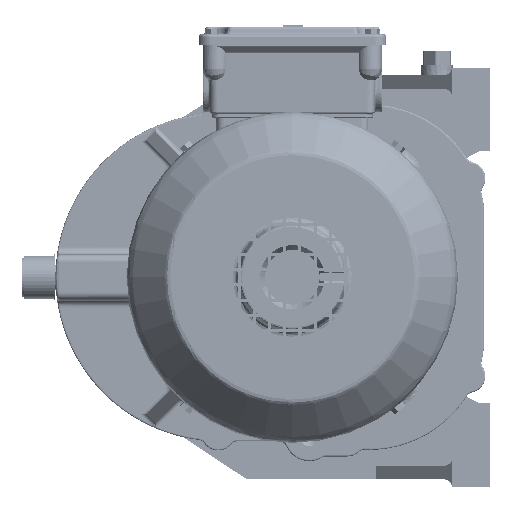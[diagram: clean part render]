
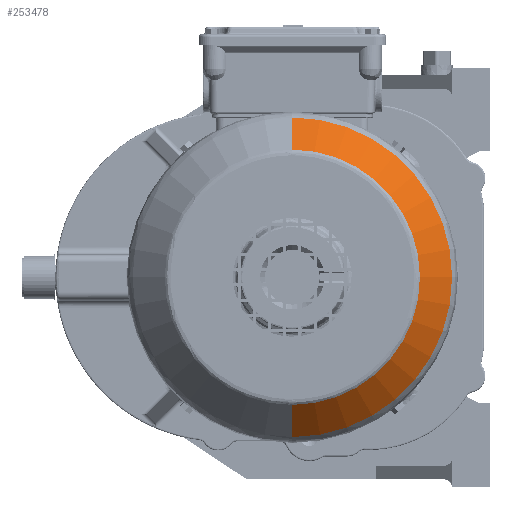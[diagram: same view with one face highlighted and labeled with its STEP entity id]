
A CAD part, left-side view. The second image highlights one B-rep face of the part: STEP entity #253478.
In plain terms, the highlighted conical face has half-angle 42 degrees and reference radius 105.147 mm.
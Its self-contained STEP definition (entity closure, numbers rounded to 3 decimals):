
#7478 = CARTESIAN_POINT ( 'NONE',  ( -298.348, -41.911, -105.147 ) ) ;
#19322 = CARTESIAN_POINT ( 'NONE',  ( -321.846, -41.911, 0. ) ) ;
#32199 = AXIS2_PLACEMENT_3D ( 'NONE', #19322, #303975, #123287 ) ;
#39322 = EDGE_CURVE ( 'NONE', #209243, #52644, #241063, .T. ) ;
#52644 = VERTEX_POINT ( 'NONE', #73393 ) ;
#67953 = DIRECTION ( 'NONE',  ( 1., 0., 0. ) ) ;
#69490 = VERTEX_POINT ( 'NONE', #155701 ) ;
#73393 = CARTESIAN_POINT ( 'NONE',  ( -298.348, -41.911, -105.147 ) ) ;
#78109 = ORIENTED_EDGE ( 'NONE', *, *, #216199, .T. ) ;
#93715 = VERTEX_POINT ( 'NONE', #329988 ) ;
#104807 = LINE ( 'NONE', #314405, #179412 ) ;
#104892 = AXIS2_PLACEMENT_3D ( 'NONE', #200871, #67953, #299790 ) ;
#123287 = DIRECTION ( 'NONE',  ( 0., 0., -1. ) ) ;
#126961 = FACE_OUTER_BOUND ( 'NONE', #159221, .T. ) ;
#128638 = CARTESIAN_POINT ( 'NONE',  ( -298.348, -41.911, 0. ) ) ;
#129131 = VECTOR ( 'NONE', #247765, 1000. ) ;
#132041 = DIRECTION ( 'NONE',  ( 0., 0., -1. ) ) ;
#155701 = CARTESIAN_POINT ( 'NONE',  ( -321.846, -41.911, 83.99 ) ) ;
#157522 = CIRCLE ( 'NONE', #32199, 83.99 ) ;
#159221 = EDGE_LOOP ( 'NONE', ( #318771, #78109, #242619, #172980 ) ) ;
#172980 = ORIENTED_EDGE ( 'NONE', *, *, #253972, .F. ) ;
#178138 = DIRECTION ( 'NONE',  ( 0.743, 0., 0.669 ) ) ;
#179412 = VECTOR ( 'NONE', #178138, 1000. ) ;
#184730 = EDGE_CURVE ( 'NONE', #69490, #93715, #104807, .T. ) ;
#200871 = CARTESIAN_POINT ( 'NONE',  ( -298.348, -41.911, 0. ) ) ;
#209243 = VERTEX_POINT ( 'NONE', #294202 ) ;
#216199 = EDGE_CURVE ( 'NONE', #69490, #209243, #157522, .T. ) ;
#224611 = CIRCLE ( 'NONE', #104892, 105.147 ) ;
#241063 = LINE ( 'NONE', #7478, #129131 ) ;
#242619 = ORIENTED_EDGE ( 'NONE', *, *, #39322, .T. ) ;
#246076 = AXIS2_PLACEMENT_3D ( 'NONE', #128638, #316093, #132041 ) ;
#247765 = DIRECTION ( 'NONE',  ( 0.743, 0., -0.669 ) ) ;
#253478 = ADVANCED_FACE ( 'NONE', ( #126961 ), #322179, .T. ) ;
#253972 = EDGE_CURVE ( 'NONE', #93715, #52644, #224611, .T. ) ;
#294202 = CARTESIAN_POINT ( 'NONE',  ( -321.846, -41.911, -83.99 ) ) ;
#299790 = DIRECTION ( 'NONE',  ( 0., 0., -1. ) ) ;
#303975 = DIRECTION ( 'NONE',  ( 1., 0., 0. ) ) ;
#314405 = CARTESIAN_POINT ( 'NONE',  ( -298.348, -41.911, 105.147 ) ) ;
#316093 = DIRECTION ( 'NONE',  ( 1., 0., 0. ) ) ;
#318771 = ORIENTED_EDGE ( 'NONE', *, *, #184730, .F. ) ;
#322179 = CONICAL_SURFACE ( 'NONE', #246076, 105.147, 0.733 ) ;
#329988 = CARTESIAN_POINT ( 'NONE',  ( -298.348, -41.911, 105.147 ) ) ;
